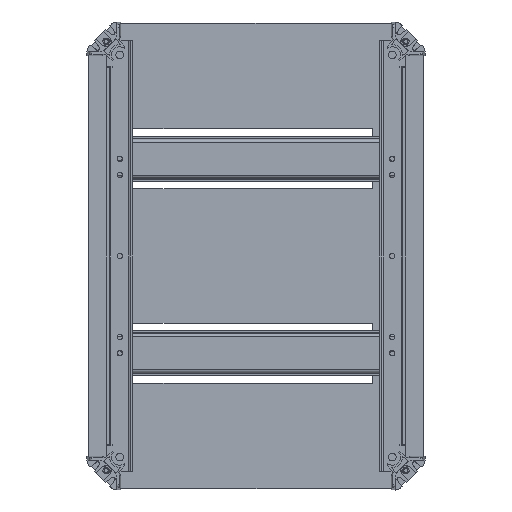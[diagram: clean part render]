
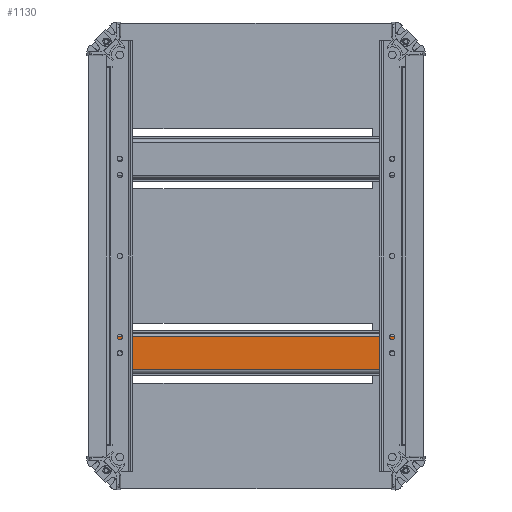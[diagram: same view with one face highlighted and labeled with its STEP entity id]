
A CAD part, front view. The second image highlights one B-rep face of the part: STEP entity #1130.
In plain terms, the highlighted planar face has unit normal (0, -1, 0).
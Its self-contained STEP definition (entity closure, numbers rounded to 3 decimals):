
#25 = CARTESIAN_POINT ( 'NONE',  ( 13.5, -1.5, -110. ) ) ;
#228 = AXIS2_PLACEMENT_3D ( 'NONE', #7138, #3096, #17445 ) ;
#277 = EDGE_CURVE ( 'NONE', #8803, #25905, #15515, .T. ) ;
#452 = CARTESIAN_POINT ( 'NONE',  ( 13.5, -1.5, 110. ) ) ;
#610 = VERTEX_POINT ( 'NONE', #18330 ) ;
#647 = LINE ( 'NONE', #8176, #21790 ) ;
#945 = ORIENTED_EDGE ( 'NONE', *, *, #19533, .T. ) ;
#1130 = ADVANCED_FACE ( 'NONE', ( #19376 ), #13259, .F. ) ;
#1133 = VECTOR ( 'NONE', #10804, 1000. ) ;
#1419 = EDGE_CURVE ( 'NONE', #20061, #5525, #18384, .T. ) ;
#2242 = VERTEX_POINT ( 'NONE', #17737 ) ;
#2689 = VECTOR ( 'NONE', #25385, 1000. ) ;
#3096 = DIRECTION ( 'NONE',  ( 0., 1., 0. ) ) ;
#3285 = DIRECTION ( 'NONE',  ( 0., -1., 0. ) ) ;
#3797 = DIRECTION ( 'NONE',  ( 0., -1., 0. ) ) ;
#3958 = VECTOR ( 'NONE', #14113, 1000. ) ;
#4004 = LINE ( 'NONE', #8673, #9472 ) ;
#4067 = EDGE_LOOP ( 'NONE', ( #12377, #10940, #8573, #8595, #23728, #16588, #7386, #19357, #9753, #20822, #9617, #25484, #945 ) ) ;
#4107 = CARTESIAN_POINT ( 'NONE',  ( 12.7, -1.5, -110. ) ) ;
#4534 = DIRECTION ( 'NONE',  ( 0., -1., 0. ) ) ;
#5525 = VERTEX_POINT ( 'NONE', #9790 ) ;
#6224 = CIRCLE ( 'NONE', #18662, 2.25 ) ;
#6330 = CARTESIAN_POINT ( 'NONE',  ( -2.25, -1.5, 110. ) ) ;
#6655 = EDGE_CURVE ( 'NONE', #17352, #22793, #6224, .T. ) ;
#6789 = EDGE_CURVE ( 'NONE', #10304, #10293, #9761, .T. ) ;
#7138 = CARTESIAN_POINT ( 'NONE',  ( 13.5, -1.5, 110. ) ) ;
#7169 = CARTESIAN_POINT ( 'NONE',  ( -2.25, -1.5, -105. ) ) ;
#7222 = LINE ( 'NONE', #12880, #1133 ) ;
#7386 = ORIENTED_EDGE ( 'NONE', *, *, #13022, .F. ) ;
#7958 = EDGE_CURVE ( 'NONE', #19786, #20061, #18999, .T. ) ;
#8121 = VECTOR ( 'NONE', #19540, 1000. ) ;
#8140 = CARTESIAN_POINT ( 'NONE',  ( 12.7, -1.5, 110. ) ) ;
#8176 = CARTESIAN_POINT ( 'NONE',  ( -2.25, -1.5, -105. ) ) ;
#8573 = ORIENTED_EDGE ( 'NONE', *, *, #23863, .F. ) ;
#8595 = ORIENTED_EDGE ( 'NONE', *, *, #18351, .F. ) ;
#8673 = CARTESIAN_POINT ( 'NONE',  ( 2.25, -1.5, -110. ) ) ;
#8775 = LINE ( 'NONE', #17485, #8121 ) ;
#8803 = VERTEX_POINT ( 'NONE', #11586 ) ;
#9201 = EDGE_CURVE ( 'NONE', #2242, #8803, #7222, .T. ) ;
#9472 = VECTOR ( 'NONE', #19065, 1000. ) ;
#9617 = ORIENTED_EDGE ( 'NONE', *, *, #277, .F. ) ;
#9753 = ORIENTED_EDGE ( 'NONE', *, *, #7958, .F. ) ;
#9761 = LINE ( 'NONE', #26033, #25458 ) ;
#9790 = CARTESIAN_POINT ( 'NONE',  ( 2.25, -1.5, 110. ) ) ;
#10293 = VERTEX_POINT ( 'NONE', #4107 ) ;
#10304 = VERTEX_POINT ( 'NONE', #8140 ) ;
#10451 = CARTESIAN_POINT ( 'NONE',  ( 2.25, -1.5, 105. ) ) ;
#10804 = DIRECTION ( 'NONE',  ( 0., 0., 1. ) ) ;
#10940 = ORIENTED_EDGE ( 'NONE', *, *, #6655, .F. ) ;
#11586 = CARTESIAN_POINT ( 'NONE',  ( -12.7, -1.5, 110. ) ) ;
#12074 = CARTESIAN_POINT ( 'NONE',  ( 13.5, -1.5, 110. ) ) ;
#12377 = ORIENTED_EDGE ( 'NONE', *, *, #24302, .F. ) ;
#12880 = CARTESIAN_POINT ( 'NONE',  ( -12.7, -1.5, -110. ) ) ;
#13022 = EDGE_CURVE ( 'NONE', #5525, #10304, #14623, .T. ) ;
#13259 = PLANE ( 'NONE',  #228 ) ;
#13773 = DIRECTION ( 'NONE',  ( 0., 0., -1. ) ) ;
#13916 = VECTOR ( 'NONE', #24355, 1000. ) ;
#14113 = DIRECTION ( 'NONE',  ( 1., 0., 0. ) ) ;
#14623 = LINE ( 'NONE', #452, #20073 ) ;
#14854 = VERTEX_POINT ( 'NONE', #19955 ) ;
#15026 = VERTEX_POINT ( 'NONE', #25294 ) ;
#15047 = VECTOR ( 'NONE', #18819, 1000. ) ;
#15083 = CARTESIAN_POINT ( 'NONE',  ( 2.25, -1.5, 110. ) ) ;
#15308 = CARTESIAN_POINT ( 'NONE',  ( -2.25, -1.5, 105. ) ) ;
#15515 = LINE ( 'NONE', #12074, #3958 ) ;
#15556 = EDGE_CURVE ( 'NONE', #25905, #19786, #8775, .T. ) ;
#15566 = CARTESIAN_POINT ( 'NONE',  ( 0., -1.5, -105. ) ) ;
#15696 = LINE ( 'NONE', #18734, #15047 ) ;
#16091 = CARTESIAN_POINT ( 'NONE',  ( 0., -1.5, -105. ) ) ;
#16422 = DIRECTION ( 'NONE',  ( 0., 0., -1. ) ) ;
#16588 = ORIENTED_EDGE ( 'NONE', *, *, #6789, .F. ) ;
#16800 = CARTESIAN_POINT ( 'NONE',  ( 0., -1.5, 105. ) ) ;
#17352 = VERTEX_POINT ( 'NONE', #25319 ) ;
#17445 = DIRECTION ( 'NONE',  ( 0., 0., 1. ) ) ;
#17485 = CARTESIAN_POINT ( 'NONE',  ( -2.25, -1.5, 105. ) ) ;
#17620 = DIRECTION ( 'NONE',  ( 0., 0., 1. ) ) ;
#17737 = CARTESIAN_POINT ( 'NONE',  ( -12.7, -1.5, -110. ) ) ;
#18142 = DIRECTION ( 'NONE',  ( 0., 0., 1. ) ) ;
#18330 = CARTESIAN_POINT ( 'NONE',  ( -2.25, -1.5, -110. ) ) ;
#18351 = EDGE_CURVE ( 'NONE', #15026, #14854, #4004, .T. ) ;
#18384 = LINE ( 'NONE', #15083, #2689 ) ;
#18662 = AXIS2_PLACEMENT_3D ( 'NONE', #15566, #3285, #17620 ) ;
#18699 = LINE ( 'NONE', #25, #13916 ) ;
#18734 = CARTESIAN_POINT ( 'NONE',  ( 13.5, -1.5, -110. ) ) ;
#18819 = DIRECTION ( 'NONE',  ( 1., 0., 0. ) ) ;
#18847 = DIRECTION ( 'NONE',  ( 0., 0., 1. ) ) ;
#18999 = CIRCLE ( 'NONE', #20743, 2.25 ) ;
#19065 = DIRECTION ( 'NONE',  ( 0., 0., 1. ) ) ;
#19357 = ORIENTED_EDGE ( 'NONE', *, *, #1419, .F. ) ;
#19376 = FACE_OUTER_BOUND ( 'NONE', #4067, .T. ) ;
#19382 = AXIS2_PLACEMENT_3D ( 'NONE', #16091, #3797, #18142 ) ;
#19533 = EDGE_CURVE ( 'NONE', #2242, #610, #18699, .T. ) ;
#19540 = DIRECTION ( 'NONE',  ( 0., 0., -1. ) ) ;
#19786 = VERTEX_POINT ( 'NONE', #15308 ) ;
#19955 = CARTESIAN_POINT ( 'NONE',  ( 2.25, -1.5, -105. ) ) ;
#20061 = VERTEX_POINT ( 'NONE', #10451 ) ;
#20073 = VECTOR ( 'NONE', #22910, 1000. ) ;
#20743 = AXIS2_PLACEMENT_3D ( 'NONE', #16800, #4534, #18847 ) ;
#20822 = ORIENTED_EDGE ( 'NONE', *, *, #15556, .F. ) ;
#21790 = VECTOR ( 'NONE', #16422, 1000. ) ;
#22755 = CIRCLE ( 'NONE', #19382, 2.25 ) ;
#22793 = VERTEX_POINT ( 'NONE', #7169 ) ;
#22910 = DIRECTION ( 'NONE',  ( 1., 0., 0. ) ) ;
#23728 = ORIENTED_EDGE ( 'NONE', *, *, #24432, .T. ) ;
#23863 = EDGE_CURVE ( 'NONE', #14854, #17352, #22755, .T. ) ;
#24302 = EDGE_CURVE ( 'NONE', #22793, #610, #647, .T. ) ;
#24355 = DIRECTION ( 'NONE',  ( 1., 0., 0. ) ) ;
#24432 = EDGE_CURVE ( 'NONE', #15026, #10293, #15696, .T. ) ;
#25294 = CARTESIAN_POINT ( 'NONE',  ( 2.25, -1.5, -110. ) ) ;
#25319 = CARTESIAN_POINT ( 'NONE',  ( 0., -1.5, -102.75 ) ) ;
#25385 = DIRECTION ( 'NONE',  ( 0., 0., 1. ) ) ;
#25458 = VECTOR ( 'NONE', #13773, 1000. ) ;
#25484 = ORIENTED_EDGE ( 'NONE', *, *, #9201, .F. ) ;
#25905 = VERTEX_POINT ( 'NONE', #6330 ) ;
#26033 = CARTESIAN_POINT ( 'NONE',  ( 12.7, -1.5, 110. ) ) ;
